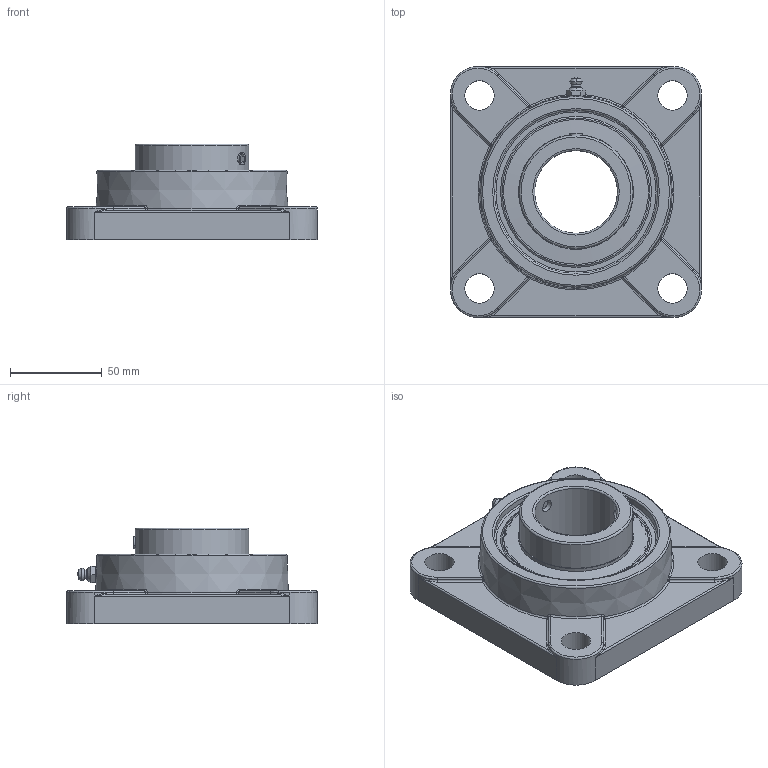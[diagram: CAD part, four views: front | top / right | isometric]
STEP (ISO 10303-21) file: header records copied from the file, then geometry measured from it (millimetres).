
FILE_DESCRIPTION(('HOOPS Exchange Step'),'2;1');
FILE_NAME('export-9E8D963B-C19B-4DEB-AF24-5ACBC0DC4516.stp','2019-12-12T15:42:17-08:00',('ibuslach'),('Alibre'),'HOOPS Exchange 2019.2','Alibre','Unknown authorisation');
FILE_SCHEMA( ('AP242_MANAGED_MODEL_BASED_3D_ENGINEERING_MIM_LF {1 0 10303 442 1 1 4 }') );
Length unit declared in the file: centimetre
Products named in the file (7): MRN SF 209; UCP ZERK 6mm; SUC 209 RACES; SUC 209 SHIELD; SUC 209 SS; MRN SUC 209; MRN SUCF 209
Assembly tree (8 placements, depth 3):
  MRN SUCF 209
    MRN SF 209
    UCP ZERK 6mm
    MRN SUC 209
      SUC 209 RACES
      SUC 209 SHIELD  x2
      SUC 209 SS  x2
Bounding box: 136.5 x 136.5 x 52.2 mm (x, y, z)
Volume: 333117.7 mm3; surface area: 96642.9 mm2
Topology: 8 solids, 8 shells, 233 faces, 591 edges, 354 vertices
Faces by surface type: plane 66, cylinder 64, torus 38, bspline 28, cone 19, sphere 18
Full cylindrical faces by diameter (mm): 1.482 x2, 6 x1, 6.045 x1, 6.782 x4, 16 x4, 45 x1, 61.722 x4, 62.484 x2, 76.652 x2, 78.74 x2, 88.9 x1, 91.44 x1
Entity records: 12144 total; most frequent: CARTESIAN_POINT 6897, DIRECTION 1111, ORIENTED_EDGE 1046, EDGE_CURVE 523, AXIS2_PLACEMENT_3D 478, VERTEX_POINT 323, CIRCLE 269, EDGE_LOOP 244
